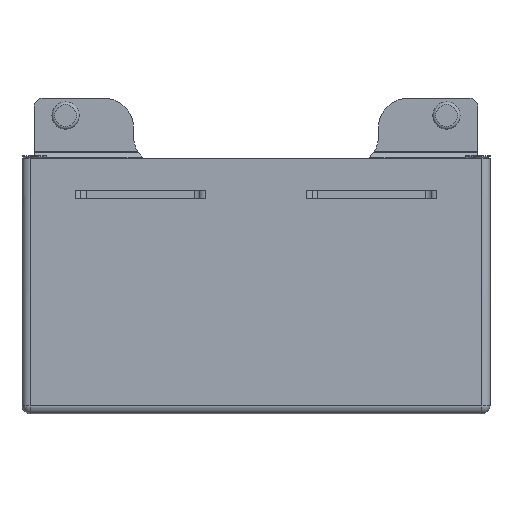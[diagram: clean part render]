
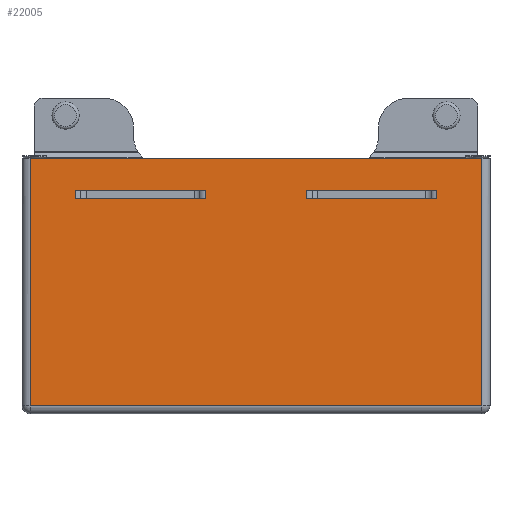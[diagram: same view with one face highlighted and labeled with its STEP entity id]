
A CAD part, left-side view. The second image highlights one B-rep face of the part: STEP entity #22005.
In plain terms, the highlighted planar face has unit normal (-1, 0, 0).
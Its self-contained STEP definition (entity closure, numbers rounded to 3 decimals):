
#175 = EDGE_CURVE ( 'NONE', #34200, #35936, #35054, .T. ) ;
#1673 = DIRECTION ( 'NONE',  ( 0., 1., 0. ) ) ;
#1783 = DIRECTION ( 'NONE',  ( 1., 0., 0. ) ) ;
#1960 = VECTOR ( 'NONE', #20432, 1000. ) ;
#2069 = VECTOR ( 'NONE', #16470, 1000. ) ;
#2140 = DIRECTION ( 'NONE',  ( 0., -1., 0. ) ) ;
#2300 = CARTESIAN_POINT ( 'NONE',  ( -15.25, -66.481, 36.5 ) ) ;
#2332 = VERTEX_POINT ( 'NONE', #11658 ) ;
#2632 = DIRECTION ( 'NONE',  ( 0., 0., 1. ) ) ;
#2770 = CARTESIAN_POINT ( 'NONE',  ( -15.25, 86., 33.5 ) ) ;
#2929 = EDGE_CURVE ( 'NONE', #8769, #16889, #23825, .T. ) ;
#3131 = DIRECTION ( 'NONE',  ( 0., 0., -1. ) ) ;
#3207 = CARTESIAN_POINT ( 'NONE',  ( -15.25, -18.519, 33.5 ) ) ;
#3287 = CARTESIAN_POINT ( 'NONE',  ( -15.25, -83., 48.5 ) ) ;
#3290 = EDGE_CURVE ( 'NONE', #5947, #18731, #22496, .T. ) ;
#4265 = VECTOR ( 'NONE', #2140, 1000. ) ;
#4561 = CARTESIAN_POINT ( 'NONE',  ( -15.25, 66.481, 36.5 ) ) ;
#4822 = VECTOR ( 'NONE', #22747, 1000. ) ;
#5275 = EDGE_CURVE ( 'NONE', #8769, #34449, #17079, .T. ) ;
#5947 = VERTEX_POINT ( 'NONE', #23400 ) ;
#6037 = AXIS2_PLACEMENT_3D ( 'NONE', #21884, #1783, #16155 ) ;
#6251 = CARTESIAN_POINT ( 'NONE',  ( -15.25, -66.481, 33.5 ) ) ;
#6310 = EDGE_CURVE ( 'NONE', #34449, #26919, #29319, .T. ) ;
#6696 = EDGE_LOOP ( 'NONE', ( #32354, #34386, #10219, #7150 ) ) ;
#7150 = ORIENTED_EDGE ( 'NONE', *, *, #15541, .T. ) ;
#8463 = EDGE_CURVE ( 'NONE', #35936, #34864, #10556, .T. ) ;
#8769 = VERTEX_POINT ( 'NONE', #29795 ) ;
#9837 = PLANE ( 'NONE',  #6037 ) ;
#9870 = DIRECTION ( 'NONE',  ( 0., 0., 1. ) ) ;
#10219 = ORIENTED_EDGE ( 'NONE', *, *, #3290, .F. ) ;
#10512 = ORIENTED_EDGE ( 'NONE', *, *, #2929, .F. ) ;
#10556 = LINE ( 'NONE', #2770, #4822 ) ;
#10884 = LINE ( 'NONE', #13321, #25122 ) ;
#11113 = ORIENTED_EDGE ( 'NONE', *, *, #11503, .F. ) ;
#11503 = EDGE_CURVE ( 'NONE', #34200, #22122, #10884, .T. ) ;
#11658 = CARTESIAN_POINT ( 'NONE',  ( -15.25, -83., -42.5 ) ) ;
#11995 = EDGE_LOOP ( 'NONE', ( #27883, #28414, #15856, #10512 ) ) ;
#12116 = ORIENTED_EDGE ( 'NONE', *, *, #8463, .T. ) ;
#12699 = CARTESIAN_POINT ( 'NONE',  ( -15.25, 66.481, 45.5 ) ) ;
#12946 = VECTOR ( 'NONE', #29361, 1000. ) ;
#13095 = CARTESIAN_POINT ( 'NONE',  ( -15.25, -18.519, 45.5 ) ) ;
#13103 = EDGE_LOOP ( 'NONE', ( #22095, #12116, #23460, #11113 ) ) ;
#13321 = CARTESIAN_POINT ( 'NONE',  ( -15.25, 86., 36.5 ) ) ;
#14537 = CARTESIAN_POINT ( 'NONE',  ( -15.25, 66.481, 33.5 ) ) ;
#14989 = VERTEX_POINT ( 'NONE', #30167 ) ;
#15541 = EDGE_CURVE ( 'NONE', #5947, #14989, #29586, .T. ) ;
#15856 = ORIENTED_EDGE ( 'NONE', *, *, #23931, .T. ) ;
#16040 = CARTESIAN_POINT ( 'NONE',  ( -15.25, -18.519, 36.5 ) ) ;
#16155 = DIRECTION ( 'NONE',  ( 0., 1., 0. ) ) ;
#16308 = CARTESIAN_POINT ( 'NONE',  ( -15.25, 86., -42.5 ) ) ;
#16470 = DIRECTION ( 'NONE',  ( 0., 1., 0. ) ) ;
#16810 = LINE ( 'NONE', #22841, #23908 ) ;
#16832 = DIRECTION ( 'NONE',  ( 0., 0., -1. ) ) ;
#16889 = VERTEX_POINT ( 'NONE', #4561 ) ;
#17079 = LINE ( 'NONE', #25883, #1960 ) ;
#18731 = VERTEX_POINT ( 'NONE', #3287 ) ;
#18810 = FACE_BOUND ( 'NONE', #11995, .T. ) ;
#20397 = DIRECTION ( 'NONE',  ( 0., 1., 0. ) ) ;
#20432 = DIRECTION ( 'NONE',  ( 0., 0., -1. ) ) ;
#21381 = EDGE_CURVE ( 'NONE', #34864, #22122, #21467, .T. ) ;
#21467 = LINE ( 'NONE', #13095, #36587 ) ;
#21884 = CARTESIAN_POINT ( 'NONE',  ( -15.25, 86., 45.5 ) ) ;
#21893 = DIRECTION ( 'NONE',  ( 0., -1., 0. ) ) ;
#22005 = ADVANCED_FACE ( 'NONE', ( #18810, #22802, #30800 ), #9837, .F. ) ;
#22036 = CARTESIAN_POINT ( 'NONE',  ( -15.25, -66.481, 45.5 ) ) ;
#22095 = ORIENTED_EDGE ( 'NONE', *, *, #175, .T. ) ;
#22122 = VERTEX_POINT ( 'NONE', #16040 ) ;
#22496 = LINE ( 'NONE', #24597, #4265 ) ;
#22747 = DIRECTION ( 'NONE',  ( 0., 1., 0. ) ) ;
#22802 = FACE_BOUND ( 'NONE', #13103, .T. ) ;
#22841 = CARTESIAN_POINT ( 'NONE',  ( -15.25, -83., 45.5 ) ) ;
#23400 = CARTESIAN_POINT ( 'NONE',  ( -15.25, 83., 48.5 ) ) ;
#23460 = ORIENTED_EDGE ( 'NONE', *, *, #21381, .T. ) ;
#23825 = LINE ( 'NONE', #33613, #2069 ) ;
#23908 = VECTOR ( 'NONE', #2632, 1000. ) ;
#23931 = EDGE_CURVE ( 'NONE', #26919, #16889, #24500, .T. ) ;
#24500 = LINE ( 'NONE', #12699, #12946 ) ;
#24597 = CARTESIAN_POINT ( 'NONE',  ( -15.25, 83., 48.5 ) ) ;
#25122 = VECTOR ( 'NONE', #1673, 1000. ) ;
#25723 = LINE ( 'NONE', #16308, #30196 ) ;
#25883 = CARTESIAN_POINT ( 'NONE',  ( -15.25, 18.519, 45.5 ) ) ;
#26651 = VECTOR ( 'NONE', #20397, 1000. ) ;
#26695 = EDGE_CURVE ( 'NONE', #14989, #2332, #25723, .T. ) ;
#26919 = VERTEX_POINT ( 'NONE', #14537 ) ;
#27883 = ORIENTED_EDGE ( 'NONE', *, *, #5275, .T. ) ;
#28355 = EDGE_CURVE ( 'NONE', #2332, #18731, #16810, .T. ) ;
#28396 = VECTOR ( 'NONE', #16832, 1000. ) ;
#28414 = ORIENTED_EDGE ( 'NONE', *, *, #6310, .T. ) ;
#29319 = LINE ( 'NONE', #32307, #26651 ) ;
#29361 = DIRECTION ( 'NONE',  ( 0., 0., 1. ) ) ;
#29586 = LINE ( 'NONE', #36661, #32688 ) ;
#29795 = CARTESIAN_POINT ( 'NONE',  ( -15.25, 18.519, 36.5 ) ) ;
#29947 = CARTESIAN_POINT ( 'NONE',  ( -15.25, 18.519, 33.5 ) ) ;
#30167 = CARTESIAN_POINT ( 'NONE',  ( -15.25, 83., -42.5 ) ) ;
#30196 = VECTOR ( 'NONE', #21893, 1000. ) ;
#30800 = FACE_OUTER_BOUND ( 'NONE', #6696, .T. ) ;
#32307 = CARTESIAN_POINT ( 'NONE',  ( -15.25, 86., 33.5 ) ) ;
#32354 = ORIENTED_EDGE ( 'NONE', *, *, #26695, .T. ) ;
#32688 = VECTOR ( 'NONE', #3131, 1000. ) ;
#33613 = CARTESIAN_POINT ( 'NONE',  ( -15.25, 86., 36.5 ) ) ;
#34200 = VERTEX_POINT ( 'NONE', #2300 ) ;
#34386 = ORIENTED_EDGE ( 'NONE', *, *, #28355, .T. ) ;
#34449 = VERTEX_POINT ( 'NONE', #29947 ) ;
#34864 = VERTEX_POINT ( 'NONE', #3207 ) ;
#35054 = LINE ( 'NONE', #22036, #28396 ) ;
#35936 = VERTEX_POINT ( 'NONE', #6251 ) ;
#36587 = VECTOR ( 'NONE', #9870, 1000. ) ;
#36661 = CARTESIAN_POINT ( 'NONE',  ( -15.25, 83., 45.5 ) ) ;
